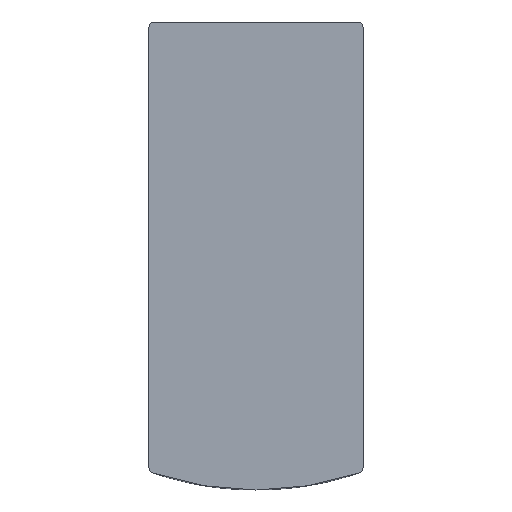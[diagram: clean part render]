
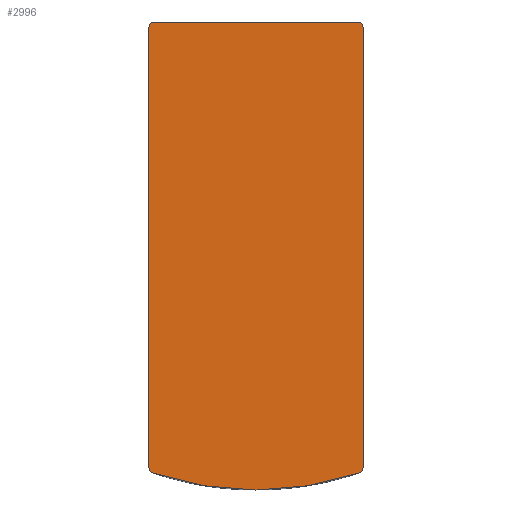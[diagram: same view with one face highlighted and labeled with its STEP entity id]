
A CAD part, front view. The second image highlights one B-rep face of the part: STEP entity #2996.
In plain terms, the highlighted planar face has unit normal (0, -1, 0).
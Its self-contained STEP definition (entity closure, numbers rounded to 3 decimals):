
#94=PLANE('',#4121);
#188=LINE('',#5463,#426);
#192=LINE('',#5479,#430);
#196=LINE('',#5498,#434);
#426=VECTOR('',#4471,1000.);
#430=VECTOR('',#4487,1000.);
#434=VECTOR('',#4509,1000.);
#660=CIRCLE('',#4094,30.);
#662=CIRCLE('',#4097,0.5);
#665=CIRCLE('',#4102,0.5);
#669=CIRCLE('',#4108,0.5);
#671=CIRCLE('',#4111,0.5);
#859=ORIENTED_EDGE('',*,*,#1640,.F.);
#860=ORIENTED_EDGE('',*,*,#1663,.F.);
#861=ORIENTED_EDGE('',*,*,#1658,.F.);
#862=ORIENTED_EDGE('',*,*,#1635,.F.);
#863=ORIENTED_EDGE('',*,*,#1656,.F.);
#864=ORIENTED_EDGE('',*,*,#1653,.F.);
#865=ORIENTED_EDGE('',*,*,#1648,.F.);
#866=ORIENTED_EDGE('',*,*,#1645,.F.);
#1635=EDGE_CURVE('',#2048,#2049,#660,.T.);
#1640=EDGE_CURVE('',#2053,#2054,#662,.T.);
#1645=EDGE_CURVE('',#2054,#2058,#188,.T.);
#1648=EDGE_CURVE('',#2058,#2060,#665,.T.);
#1653=EDGE_CURVE('',#2060,#2064,#192,.T.);
#1656=EDGE_CURVE('',#2064,#2048,#669,.T.);
#1658=EDGE_CURVE('',#2049,#2066,#671,.T.);
#1663=EDGE_CURVE('',#2066,#2053,#196,.T.);
#2048=VERTEX_POINT('',#5424);
#2049=VERTEX_POINT('',#5425);
#2053=VERTEX_POINT('',#5453);
#2054=VERTEX_POINT('',#5454);
#2058=VERTEX_POINT('',#5464);
#2060=VERTEX_POINT('',#5470);
#2064=VERTEX_POINT('',#5480);
#2066=VERTEX_POINT('',#5489);
#2385=EDGE_LOOP('',(#859,#860,#861,#862,#863,#864,#865,#866));
#2662=FACE_BOUND('',#2385,.T.);
#2996=ADVANCED_FACE('',(#2662),#94,.F.);
#4094=AXIS2_PLACEMENT_3D('',#5423,#4453,#4454);
#4097=AXIS2_PLACEMENT_3D('',#5452,#4461,#4462);
#4102=AXIS2_PLACEMENT_3D('',#5469,#4476,#4477);
#4108=AXIS2_PLACEMENT_3D('',#5485,#4492,#4493);
#4111=AXIS2_PLACEMENT_3D('',#5488,#4498,#4499);
#4121=AXIS2_PLACEMENT_3D('',#5509,#4521,#4522);
#4453=DIRECTION('',(0.,1.,0.));
#4454=DIRECTION('',(1.,0.,0.));
#4461=DIRECTION('',(0.,1.,0.));
#4462=DIRECTION('',(1.,0.,0.));
#4471=DIRECTION('',(0.,0.,1.));
#4476=DIRECTION('',(0.,1.,0.));
#4477=DIRECTION('',(1.,0.,0.));
#4487=DIRECTION('',(1.,0.,0.));
#4492=DIRECTION('',(0.,1.,0.));
#4493=DIRECTION('',(1.,0.,0.));
#4498=DIRECTION('',(0.,1.,0.));
#4499=DIRECTION('',(1.,0.,0.));
#4509=DIRECTION('',(-1.,0.,0.));
#4521=DIRECTION('',(0.,1.,0.));
#4522=DIRECTION('',(0.,0.,1.));
#5423=CARTESIAN_POINT('',(-7.284,0.,0.));
#5424=CARTESIAN_POINT('',(21.118,0.,9.661));
#5425=CARTESIAN_POINT('',(21.118,0.,-9.661));
#5452=CARTESIAN_POINT('',(-20.5,0.,-9.5));
#5453=CARTESIAN_POINT('',(-20.5,0.,-10.));
#5454=CARTESIAN_POINT('',(-21.,0.,-9.5));
#5463=CARTESIAN_POINT('',(-21.,0.,-9.5));
#5464=CARTESIAN_POINT('',(-21.,0.,9.5));
#5469=CARTESIAN_POINT('',(-20.5,0.,9.5));
#5470=CARTESIAN_POINT('',(-20.5,0.,10.));
#5479=CARTESIAN_POINT('',(-20.5,0.,10.));
#5480=CARTESIAN_POINT('',(20.644,0.,10.));
#5485=CARTESIAN_POINT('',(20.644,0.,9.5));
#5488=CARTESIAN_POINT('',(20.644,0.,-9.5));
#5489=CARTESIAN_POINT('',(20.644,0.,-10.));
#5498=CARTESIAN_POINT('',(20.644,0.,-10.));
#5509=CARTESIAN_POINT('',(-20.5,0.,-9.5));
